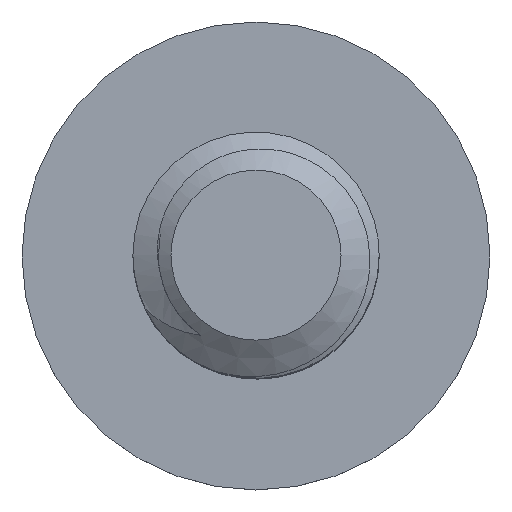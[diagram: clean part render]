
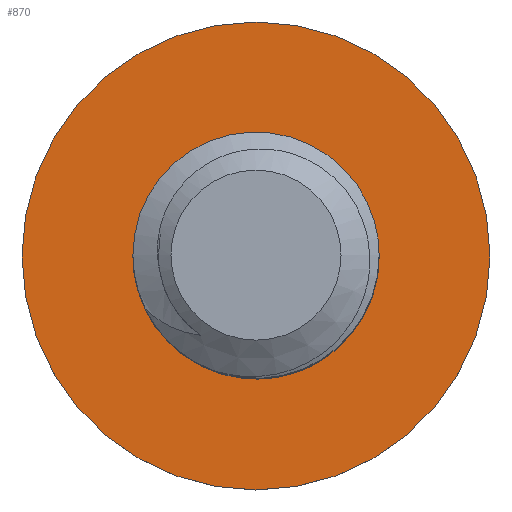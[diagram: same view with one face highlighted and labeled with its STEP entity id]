
A CAD part, top view. The second image highlights one B-rep face of the part: STEP entity #870.
In plain terms, the highlighted planar face has unit normal (0, 0, 1).
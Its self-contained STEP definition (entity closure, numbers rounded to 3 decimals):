
#14=FACE_BOUND($,#211,.T.);
#35=CIRCLE($,#903,4.75);
#36=CIRCLE($,#905,2.5);
#37=CIRCLE($,#906,1.98);
#58=B_SPLINE_CURVE_WITH_KNOTS($,3,(#1172,#1173,#1174,#1175,#1176,#1177,
#1178,#1179,#1180,#1181,#1182,#1183,#1184,#1185,#1186,#1187,#1188,#1189),
 .UNSPECIFIED.,.F.,.F.,(4,2,2,2,2,2,2,2,4),(0.,0.07,0.135,
0.224,0.26,0.316,0.376,
0.427,0.497),.UNSPECIFIED.);
#59=B_SPLINE_CURVE_WITH_KNOTS($,3,(#1192,#1193,#1194,#1195,#1196,#1197,
#1198,#1199,#1200,#1201,#1202,#1203,#1204,#1205,#1206,#1207,#1208,#1209),
 .UNSPECIFIED.,.F.,.F.,(4,2,2,2,2,2,2,2,4),(0.,0.052,0.102,
0.179,0.282,0.412,0.537,
0.576,0.603),.UNSPECIFIED.);
#187=FACE_OUTER_BOUND($,#210,.T.);
#210=EDGE_LOOP($,(#619));
#211=EDGE_LOOP($,(#620,#621,#622,#623));
#271=VERTEX_POINT($,#1165);
#272=VERTEX_POINT($,#1168);
#273=VERTEX_POINT($,#1169);
#274=VERTEX_POINT($,#1171);
#275=VERTEX_POINT($,#1190);
#422=EDGE_CURVE($,#271,#271,#35,.T.);
#423=EDGE_CURVE($,#272,#273,#36,.T.);
#424=EDGE_CURVE($,#272,#274,#58,.T.);
#425=EDGE_CURVE($,#274,#275,#37,.T.);
#426=EDGE_CURVE($,#275,#273,#59,.T.);
#619=ORIENTED_EDGE($,*,*,#422,.F.);
#620=ORIENTED_EDGE($,*,*,#423,.F.);
#621=ORIENTED_EDGE($,*,*,#424,.T.);
#622=ORIENTED_EDGE($,*,*,#425,.T.);
#623=ORIENTED_EDGE($,*,*,#426,.T.);
#853=PLANE($,#904);
#870=ADVANCED_FACE($,(#187,#14),#853,.F.);
#903=AXIS2_PLACEMENT_3D($,#1166,#976,#977);
#904=AXIS2_PLACEMENT_3D($,#1167,#978,#979);
#905=AXIS2_PLACEMENT_3D($,#1170,#980,#981);
#906=AXIS2_PLACEMENT_3D($,#1191,#982,#983);
#976=DIRECTION('center_axis',(0.,0.,-1.));
#977=DIRECTION('ref_axis',(-1.,0.,0.));
#978=DIRECTION('center_axis',(0.,0.,-1.));
#979=DIRECTION('ref_axis',(-1.,0.,0.));
#980=DIRECTION('center_axis',(0.,0.,1.));
#981=DIRECTION('ref_axis',(1.,0.,0.));
#982=DIRECTION('center_axis',(0.,0.,-1.));
#983=DIRECTION('ref_axis',(1.,0.,0.));
#1165=CARTESIAN_POINT('',(4.75,0.,-10.));
#1166=CARTESIAN_POINT('Origin',(0.,0.,-10.));
#1167=CARTESIAN_POINT('Origin',(0.,0.,-10.));
#1168=CARTESIAN_POINT('',(0.,-2.5,-10.));
#1169=CARTESIAN_POINT('',(1.752,-1.784,-10.));
#1170=CARTESIAN_POINT('Origin',(0.,0.,-10.));
#1171=CARTESIAN_POINT('',(-1.388,1.413,-10.));
#1172=CARTESIAN_POINT('Ctrl Pts',(0.,-2.5,
-10.));
#1173=CARTESIAN_POINT('Ctrl Pts',(-0.234,-2.481,
-10.));
#1174=CARTESIAN_POINT('Ctrl Pts',(-0.464,-2.428,
-10.));
#1175=CARTESIAN_POINT('Ctrl Pts',(-0.881,-2.264,-10.));
#1176=CARTESIAN_POINT('Ctrl Pts',(-1.069,-2.159,-10.));
#1177=CARTESIAN_POINT('Ctrl Pts',(-1.478,-1.851,-10.));
#1178=CARTESIAN_POINT('Ctrl Pts',(-1.68,-1.629,-10.));
#1179=CARTESIAN_POINT('Ctrl Pts',(-1.898,-1.273,-10.));
#1180=CARTESIAN_POINT('Ctrl Pts',(-1.967,-1.145,-10.));
#1181=CARTESIAN_POINT('Ctrl Pts',(-2.117,-0.751,
-10.));
#1182=CARTESIAN_POINT('Ctrl Pts',(-2.165,-0.494,
-10.));
#1183=CARTESIAN_POINT('Ctrl Pts',(-2.167,0.039,
-10.));
#1184=CARTESIAN_POINT('Ctrl Pts',(-2.115,0.311,-10.));
#1185=CARTESIAN_POINT('Ctrl Pts',(-1.927,0.78,-10.));
#1186=CARTESIAN_POINT('Ctrl Pts',(-1.825,0.938,-10.));
#1187=CARTESIAN_POINT('Ctrl Pts',(-1.647,1.179,-10.));
#1188=CARTESIAN_POINT('Ctrl Pts',(-1.525,1.305,-10.));
#1189=CARTESIAN_POINT('Ctrl Pts',(-1.388,1.413,-10.));
#1190=CARTESIAN_POINT('',(0.,1.98,-10.));
#1191=CARTESIAN_POINT('Origin',(0.,0.,-10.));
#1192=CARTESIAN_POINT('Ctrl Pts',(0.,1.98,
-10.));
#1193=CARTESIAN_POINT('Ctrl Pts',(0.173,1.998,-10.));
#1194=CARTESIAN_POINT('Ctrl Pts',(0.348,1.994,-10.));
#1195=CARTESIAN_POINT('Ctrl Pts',(0.685,1.943,-10.));
#1196=CARTESIAN_POINT('Ctrl Pts',(0.846,1.898,-10.));
#1197=CARTESIAN_POINT('Ctrl Pts',(1.238,1.738,-10.));
#1198=CARTESIAN_POINT('Ctrl Pts',(1.456,1.597,-10.));
#1199=CARTESIAN_POINT('Ctrl Pts',(1.891,1.185,-10.));
#1200=CARTESIAN_POINT('Ctrl Pts',(2.045,0.923,-10.));
#1201=CARTESIAN_POINT('Ctrl Pts',(2.26,0.439,-10.));
#1202=CARTESIAN_POINT('Ctrl Pts',(2.326,0.148,-10.));
#1203=CARTESIAN_POINT('Ctrl Pts',(2.347,-0.432,-10.));
#1204=CARTESIAN_POINT('Ctrl Pts',(2.304,-0.716,-10.));
#1205=CARTESIAN_POINT('Ctrl Pts',(2.183,-1.068,-10.));
#1206=CARTESIAN_POINT('Ctrl Pts',(2.123,-1.225,-10.));
#1207=CARTESIAN_POINT('Ctrl Pts',(1.938,-1.544,-10.));
#1208=CARTESIAN_POINT('Ctrl Pts',(1.85,-1.668,-10.));
#1209=CARTESIAN_POINT('Ctrl Pts',(1.752,-1.784,-10.));
